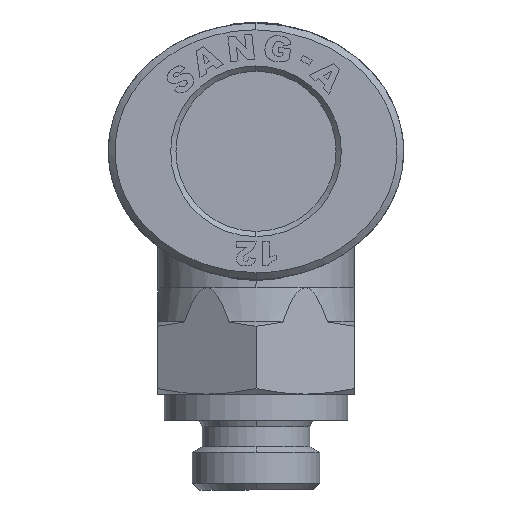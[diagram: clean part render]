
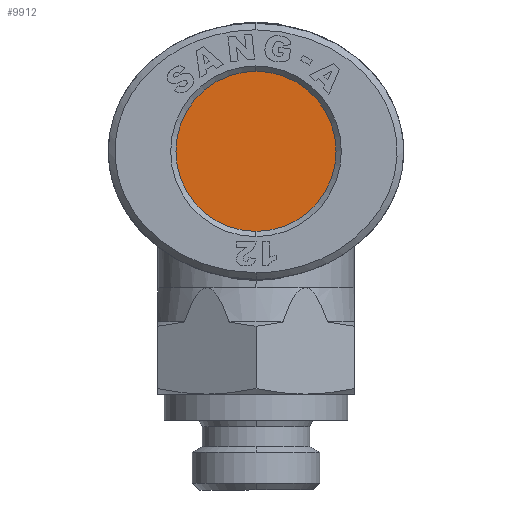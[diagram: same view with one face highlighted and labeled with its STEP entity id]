
A CAD part, left-side view. The second image highlights one B-rep face of the part: STEP entity #9912.
In plain terms, the highlighted planar face has unit normal (-1, 0, 0).
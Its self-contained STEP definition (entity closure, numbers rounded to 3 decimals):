
#273 = DIRECTION ( 'NONE',  ( -1., 0., 0. ) ) ;
#3053 = EDGE_LOOP ( 'NONE', ( #24714, #21143 ) ) ;
#3283 = DIRECTION ( 'NONE',  ( 0., 0., -1. ) ) ;
#5133 = CARTESIAN_POINT ( 'NONE',  ( -22.728, 0., 0. ) ) ;
#5939 = CIRCLE ( 'NONE', #23517, 6.1 ) ;
#5954 = VERTEX_POINT ( 'NONE', #13558 ) ;
#7058 = AXIS2_PLACEMENT_3D ( 'NONE', #8776, #273, #15208 ) ;
#7375 = DIRECTION ( 'NONE',  ( 1., 0., 0. ) ) ;
#7881 = AXIS2_PLACEMENT_3D ( 'NONE', #5133, #7375, #3283 ) ;
#8776 = CARTESIAN_POINT ( 'NONE',  ( -22.728, 0., 0. ) ) ;
#9912 = ADVANCED_FACE ( 'NONE', ( #20482 ), #15875, .F. ) ;
#9947 = DIRECTION ( 'NONE',  ( 0., 0., -1. ) ) ;
#12751 = EDGE_CURVE ( 'NONE', #5954, #18110, #5939, .T. ) ;
#13558 = CARTESIAN_POINT ( 'NONE',  ( -22.728, 0., 6.1 ) ) ;
#13662 = EDGE_CURVE ( 'NONE', #18110, #5954, #24606, .T. ) ;
#15208 = DIRECTION ( 'NONE',  ( 0., 0., -1. ) ) ;
#15875 = PLANE ( 'NONE',  #7881 ) ;
#18110 = VERTEX_POINT ( 'NONE', #24730 ) ;
#18619 = CARTESIAN_POINT ( 'NONE',  ( -22.728, 0., 0. ) ) ;
#20482 = FACE_OUTER_BOUND ( 'NONE', #3053, .T. ) ;
#20782 = DIRECTION ( 'NONE',  ( -1., 0., 0. ) ) ;
#21143 = ORIENTED_EDGE ( 'NONE', *, *, #12751, .T. ) ;
#23517 = AXIS2_PLACEMENT_3D ( 'NONE', #18619, #20782, #9947 ) ;
#24606 = CIRCLE ( 'NONE', #7058, 6.1 ) ;
#24714 = ORIENTED_EDGE ( 'NONE', *, *, #13662, .T. ) ;
#24730 = CARTESIAN_POINT ( 'NONE',  ( -22.728, 0., -6.1 ) ) ;
